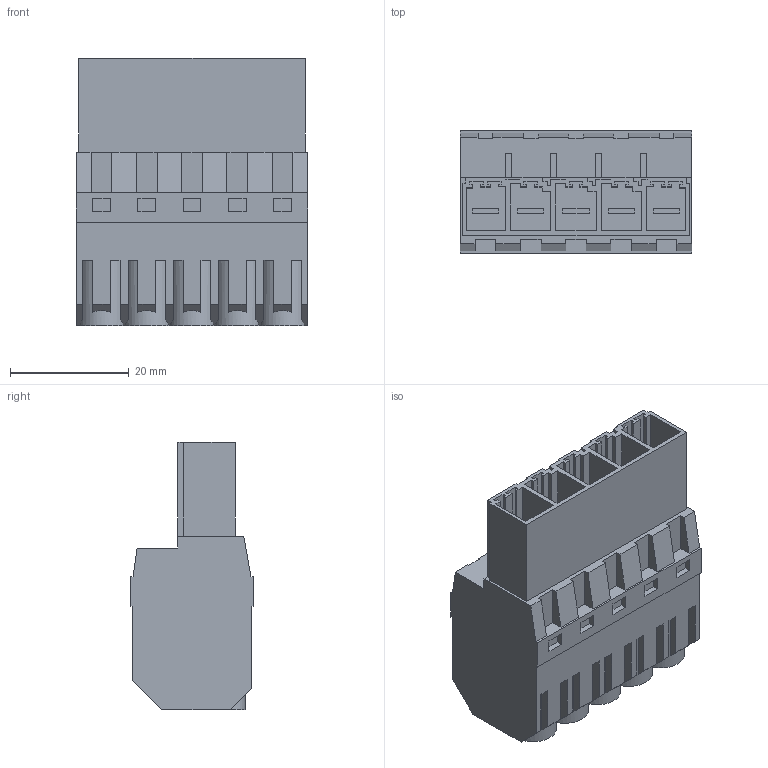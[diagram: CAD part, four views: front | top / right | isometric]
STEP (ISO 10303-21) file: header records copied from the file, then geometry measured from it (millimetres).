
FILE_DESCRIPTION(('CATIA V5 STEP Exchange','CAx-IF Rec.Pracs.--- Model Styling and Organization---1.4--- 2014-01-23'),'2;1');
FILE_NAME ('D1447961_1_1060870000_1060870000.stp','2022-08-08T13:34:42+00:00',('none'),('Weidmueller'),'CATIA Version 5-6 Release 2016 SP3 HF44','CATIA V5 STEP AP214','none');
FILE_SCHEMA(('AUTOMOTIVE_DESIGN { 1 0 10303 214 1 1 1 1 }'));
Length unit declared in the file: millimetre
Products named in the file (1): 1060870000
Bounding box: 39 x 20.6 x 45.01 mm (x, y, z)
Volume: 19471.2 mm3; surface area: 12681.4 mm2
Topology: 6 solids, 6 shells, 418 faces, 1132 edges, 755 vertices
Faces by surface type: plane 393, cylinder 25
Entity records: 12200 total; most frequent: ORIENTED_EDGE 2264, CARTESIAN_POINT 2243, DIRECTION 1656, EDGE_CURVE 1132, VECTOR 1062, LINE 1062, VERTEX_POINT 755, EDGE_LOOP 447
